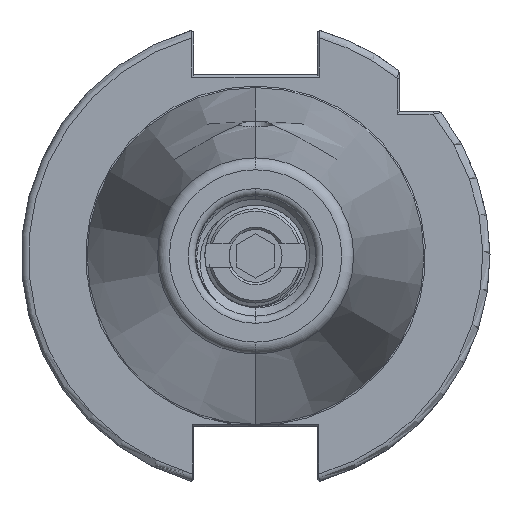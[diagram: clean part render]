
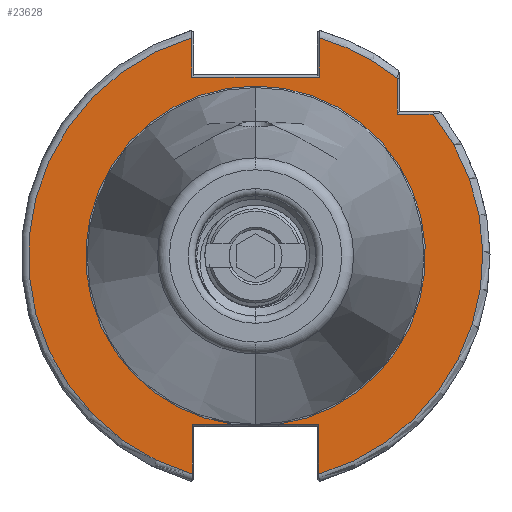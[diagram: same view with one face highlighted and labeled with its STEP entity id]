
A CAD part, left-side view. The second image highlights one B-rep face of the part: STEP entity #23628.
In plain terms, the highlighted planar face has unit normal (-1, 0, 0).
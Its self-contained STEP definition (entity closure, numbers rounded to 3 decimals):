
#11 = AXIS2_PLACEMENT_3D ( 'NONE', #39224, #39225, #39195 ) ;
#1425 = PLANE ( 'NONE',  #4251 ) ;
#1426 = DIRECTION ( 'NONE',  ( 1., 0., 0. ) ) ;
#1427 = CARTESIAN_POINT ( 'NONE',  ( 0., 35.392, 0. ) ) ;
#1435 = DIRECTION ( 'NONE',  ( 0., 0., -1. ) ) ;
#4251 = AXIS2_PLACEMENT_3D ( 'NONE', #1427, #1426, #1435 ) ;
#9094 = AXIS2_PLACEMENT_3D ( 'NONE', #12574, #12562, #12588 ) ;
#12562 = DIRECTION ( 'NONE',  ( 1., 0., 0. ) ) ;
#12574 = CARTESIAN_POINT ( 'NONE',  ( 0., 0., 0. ) ) ;
#12588 = DIRECTION ( 'NONE',  ( 0., 0., -1. ) ) ;
#13718 = VERTEX_POINT ( 'NONE', #36677 ) ;
#13787 = VERTEX_POINT ( 'NONE', #39523 ) ;
#18731 = CARTESIAN_POINT ( 'NONE',  ( 0., -29.5, 29.5 ) ) ;
#18733 = CARTESIAN_POINT ( 'NONE',  ( 0., 13.251, 37.2 ) ) ;
#18736 = CARTESIAN_POINT ( 'NONE',  ( 0., -13.251, 37.2 ) ) ;
#18760 = CARTESIAN_POINT ( 'NONE',  ( 0., 13.251, 45.354 ) ) ;
#18761 = CARTESIAN_POINT ( 'NONE',  ( 0., -13.131, -35. ) ) ;
#18768 = CARTESIAN_POINT ( 'NONE',  ( 0., -29.5, 36.91 ) ) ;
#18780 = CARTESIAN_POINT ( 'NONE',  ( 0., 13.131, -45.389 ) ) ;
#18806 = CARTESIAN_POINT ( 'NONE',  ( 0., 13.131, -35. ) ) ;
#18857 = CARTESIAN_POINT ( 'NONE',  ( 0., -13.251, 45.354 ) ) ;
#18867 = CARTESIAN_POINT ( 'NONE',  ( 0., -36.91, 29.5 ) ) ;
#18876 = CARTESIAN_POINT ( 'NONE',  ( 0., 4.796, -35. ) ) ;
#18910 = CARTESIAN_POINT ( 'NONE',  ( 0., -13.131, -45.389 ) ) ;
#23414 = EDGE_CURVE ( 'NONE', #30675, #30695, #42884, .T. ) ;
#23534 = EDGE_CURVE ( 'NONE', #13718, #30653, #43047, .T. ) ;
#23536 = EDGE_CURVE ( 'NONE', #30695, #30661, #43019, .T. ) ;
#23538 = EDGE_CURVE ( 'NONE', #30691, #13787, #43009, .T. ) ;
#23540 = EDGE_CURVE ( 'NONE', #30653, #30675, #43012, .T. ) ;
#23542 = EDGE_CURVE ( 'NONE', #30668, #30651, #43035, .T. ) ;
#23543 = EDGE_CURVE ( 'NONE', #30662, #30691, #43032, .T. ) ;
#23544 = EDGE_CURVE ( 'NONE', #30651, #30646, #43048, .T. ) ;
#23547 = EDGE_CURVE ( 'NONE', #30646, #30662, #43042, .T. ) ;
#23548 = EDGE_CURVE ( 'NONE', #30654, #30701, #43043, .T. ) ;
#23553 = EDGE_CURVE ( 'NONE', #30686, #30668, #42992, .T. ) ;
#23554 = EDGE_CURVE ( 'NONE', #30661, #30654, #43013, .T. ) ;
#23555 = EDGE_CURVE ( 'NONE', #30701, #30686, #42997, .T. ) ;
#23628 = ADVANCED_FACE ( 'NONE', ( #43164 ), #1425, .F. ) ;
#30100 = EDGE_CURVE ( 'NONE', #13787, #13718, #34416, .T. ) ;
#30332 = ORIENTED_EDGE ( 'NONE', *, *, #23540, .T. ) ;
#30337 = ORIENTED_EDGE ( 'NONE', *, *, #23548, .T. ) ;
#30346 = ORIENTED_EDGE ( 'NONE', *, *, #23547, .T. ) ;
#30347 = ORIENTED_EDGE ( 'NONE', *, *, #23553, .T. ) ;
#30350 = ORIENTED_EDGE ( 'NONE', *, *, #23536, .T. ) ;
#30354 = ORIENTED_EDGE ( 'NONE', *, *, #23544, .T. ) ;
#30357 = ORIENTED_EDGE ( 'NONE', *, *, #23534, .T. ) ;
#30358 = ORIENTED_EDGE ( 'NONE', *, *, #23543, .T. ) ;
#30372 = ORIENTED_EDGE ( 'NONE', *, *, #23414, .T. ) ;
#30377 = ORIENTED_EDGE ( 'NONE', *, *, #23542, .T. ) ;
#30379 = ORIENTED_EDGE ( 'NONE', *, *, #23555, .T. ) ;
#30384 = ORIENTED_EDGE ( 'NONE', *, *, #30100, .T. ) ;
#30404 = ORIENTED_EDGE ( 'NONE', *, *, #23554, .T. ) ;
#30430 = ORIENTED_EDGE ( 'NONE', *, *, #23538, .T. ) ;
#30474 = EDGE_LOOP ( 'NONE', ( #30372, #30350, #30404, #30337, #30379, #30347, #30377, #30354, #30346, #30358, #30430, #30384, #30357, #30332 ) ) ;
#30646 = VERTEX_POINT ( 'NONE', #18780 ) ;
#30651 = VERTEX_POINT ( 'NONE', #18760 ) ;
#30653 = VERTEX_POINT ( 'NONE', #18761 ) ;
#30654 = VERTEX_POINT ( 'NONE', #18768 ) ;
#30661 = VERTEX_POINT ( 'NONE', #18731 ) ;
#30662 = VERTEX_POINT ( 'NONE', #18806 ) ;
#30668 = VERTEX_POINT ( 'NONE', #18733 ) ;
#30675 = VERTEX_POINT ( 'NONE', #18910 ) ;
#30686 = VERTEX_POINT ( 'NONE', #18736 ) ;
#30691 = VERTEX_POINT ( 'NONE', #18876 ) ;
#30695 = VERTEX_POINT ( 'NONE', #18867 ) ;
#30701 = VERTEX_POINT ( 'NONE', #18857 ) ;
#34416 = CIRCLE ( 'NONE', #9094, 35.327 ) ;
#36677 = CARTESIAN_POINT ( 'NONE',  ( 0., -4.796, -35. ) ) ;
#38623 = CARTESIAN_POINT ( 'NONE',  ( 0., 35.392, -35. ) ) ;
#38641 = DIRECTION ( 'NONE',  ( 0., -1., 0. ) ) ;
#38728 = CARTESIAN_POINT ( 'NONE',  ( 0., 35.392, 29.5 ) ) ;
#38730 = DIRECTION ( 'NONE',  ( 0., 1., 0. ) ) ;
#38734 = DIRECTION ( 'NONE',  ( 1., 0., 0. ) ) ;
#38740 = DIRECTION ( 'NONE',  ( 0., 0., -1. ) ) ;
#38757 = CARTESIAN_POINT ( 'NONE',  ( 0., 0., 0. ) ) ;
#38768 = CARTESIAN_POINT ( 'NONE',  ( 0., 0., 0. ) ) ;
#38774 = CARTESIAN_POINT ( 'NONE',  ( 0., 35.392, -35. ) ) ;
#38775 = DIRECTION ( 'NONE',  ( 0., -1., 0. ) ) ;
#38776 = DIRECTION ( 'NONE',  ( -1., 0., 0. ) ) ;
#38777 = CARTESIAN_POINT ( 'NONE',  ( 0., 13.131, 0. ) ) ;
#38780 = CARTESIAN_POINT ( 'NONE',  ( 0., 13.251, 45.469 ) ) ;
#38781 = DIRECTION ( 'NONE',  ( 0., 0., -1. ) ) ;
#38807 = DIRECTION ( 'NONE',  ( 0., 0., 1. ) ) ;
#38812 = CARTESIAN_POINT ( 'NONE',  ( 0., -13.131, 0. ) ) ;
#38814 = DIRECTION ( 'NONE',  ( 0., 0., -1. ) ) ;
#38818 = DIRECTION ( 'NONE',  ( 0., 0., -1. ) ) ;
#38822 = DIRECTION ( 'NONE',  ( 0., 0., 1. ) ) ;
#38863 = CARTESIAN_POINT ( 'NONE',  ( 0., 0., 0. ) ) ;
#38874 = DIRECTION ( 'NONE',  ( -1., 0., 0. ) ) ;
#38885 = DIRECTION ( 'NONE',  ( 0., 1., 0. ) ) ;
#38889 = CARTESIAN_POINT ( 'NONE',  ( 0., -29.5, 0. ) ) ;
#38897 = CARTESIAN_POINT ( 'NONE',  ( 0., 12.85, 37.2 ) ) ;
#38898 = CARTESIAN_POINT ( 'NONE',  ( 0., -13.251, 37.7 ) ) ;
#38918 = DIRECTION ( 'NONE',  ( 0., 0., 1. ) ) ;
#38921 = DIRECTION ( 'NONE',  ( 0., 0., -1. ) ) ;
#39195 = DIRECTION ( 'NONE',  ( 0., 0., -1. ) ) ;
#39224 = CARTESIAN_POINT ( 'NONE',  ( 0., 0., 0. ) ) ;
#39225 = DIRECTION ( 'NONE',  ( -1., 0., 0. ) ) ;
#39523 = CARTESIAN_POINT ( 'NONE',  ( 0., 0., 35.327 ) ) ;
#42884 = CIRCLE ( 'NONE', #11, 47.25 ) ;
#42992 = LINE ( 'NONE', #38897, #43033 ) ;
#42997 = LINE ( 'NONE', #38898, #43049 ) ;
#43002 = VECTOR ( 'NONE', #38641, 1000. ) ;
#43003 = VECTOR ( 'NONE', #38822, 1000. ) ;
#43008 = VECTOR ( 'NONE', #38918, 1000. ) ;
#43009 = CIRCLE ( 'NONE', #45143, 35.327 ) ;
#43012 = LINE ( 'NONE', #38812, #43031 ) ;
#43013 = LINE ( 'NONE', #38889, #43008 ) ;
#43019 = LINE ( 'NONE', #38728, #43036 ) ;
#43027 = VECTOR ( 'NONE', #38775, 1000. ) ;
#43031 = VECTOR ( 'NONE', #38814, 1000. ) ;
#43032 = LINE ( 'NONE', #38774, #43027 ) ;
#43033 = VECTOR ( 'NONE', #38885, 1000. ) ;
#43035 = LINE ( 'NONE', #38780, #43044 ) ;
#43036 = VECTOR ( 'NONE', #38730, 1000. ) ;
#43042 = LINE ( 'NONE', #38777, #43003 ) ;
#43043 = CIRCLE ( 'NONE', #45107, 47.25 ) ;
#43044 = VECTOR ( 'NONE', #38807, 1000. ) ;
#43047 = LINE ( 'NONE', #38623, #43002 ) ;
#43048 = CIRCLE ( 'NONE', #45148, 47.25 ) ;
#43049 = VECTOR ( 'NONE', #38921, 1000. ) ;
#43164 = FACE_OUTER_BOUND ( 'NONE', #30474, .T. ) ;
#45107 = AXIS2_PLACEMENT_3D ( 'NONE', #38863, #38874, #38818 ) ;
#45143 = AXIS2_PLACEMENT_3D ( 'NONE', #38757, #38734, #38740 ) ;
#45148 = AXIS2_PLACEMENT_3D ( 'NONE', #38768, #38776, #38781 ) ;
